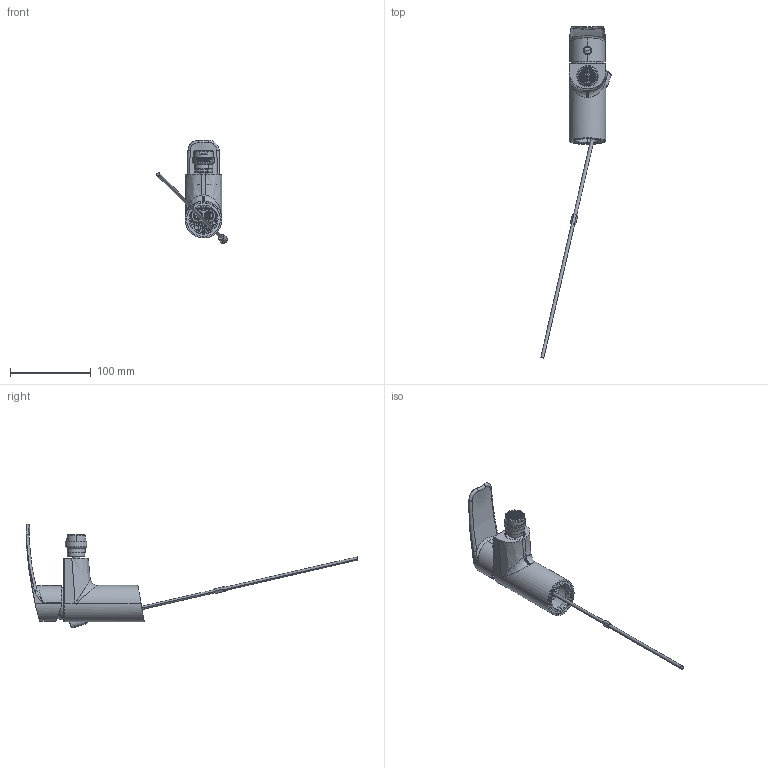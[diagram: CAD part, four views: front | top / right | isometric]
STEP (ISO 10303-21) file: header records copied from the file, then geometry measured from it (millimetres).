
FILE_DESCRIPTION (( 'STEP AP203' ), '1' );
FILE_NAME ('57BP07819.STEP', '2023-11-10T12:51:20', ( '' ), ( '' ), 'SwSTEP 2.0', 'SolidWorks 2021', '' );
FILE_SCHEMA (( 'CONFIG_CONTROL_DESIGN' ));
Products named in the file (1): 57BP07819
Bounding box: 86.93 x 409.81 x 127.89 mm (x, y, z)
Volume: 101833.9 mm3; surface area: 84239 mm2
Topology: 14 solids, 14 shells, 1489 faces, 3985 edges, 2576 vertices
Faces by surface type: plane 983, cylinder 227, bspline 196, cone 69, torus 8, sphere 6
Entity records: 68710 total; most frequent: CARTESIAN_POINT 32996, ORIENTED_EDGE 7930, DIRECTION 6453, EDGE_CURVE 3965, LINE 2743, VECTOR 2743, VERTEX_POINT 2573, AXIS2_PLACEMENT_3D 1855
